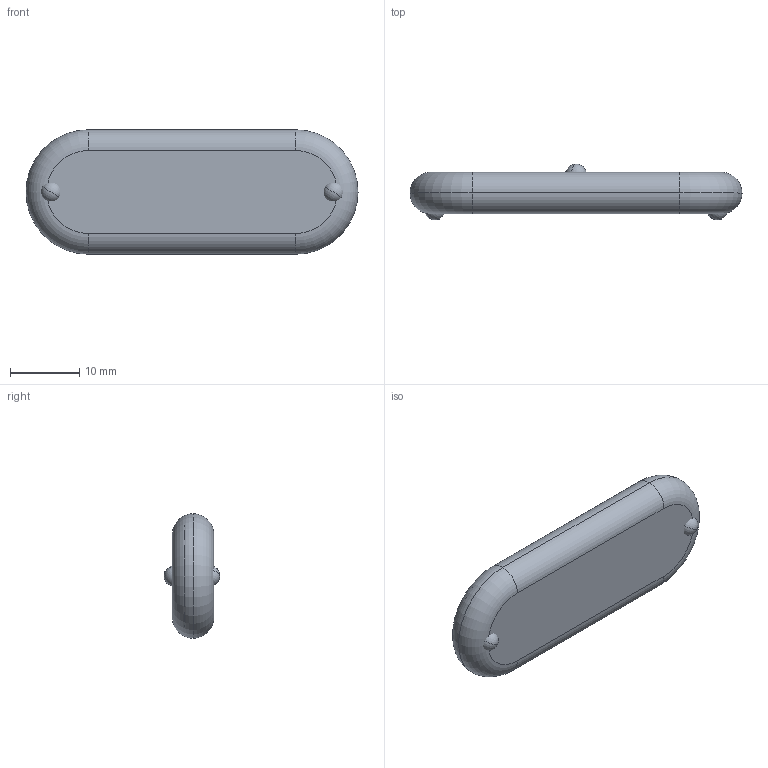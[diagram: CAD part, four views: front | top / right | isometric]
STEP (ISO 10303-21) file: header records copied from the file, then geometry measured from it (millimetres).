
FILE_DESCRIPTION (( 'STEP AP203' ), '1' );
FILE_NAME ('B10N1C_v2.0(step203).STEP', '2014-09-29T05:00:23', ( '' ), ( '' ), 'SwSTEP 2.0', 'SolidWorks 2014', '' );
FILE_SCHEMA (( 'CONFIG_CONTROL_DESIGN' ));
Length unit declared in the file: millimetre
Products named in the file (33): main; fullriver_301218HS20C; RFID_COil_v2; d0402h025; User Library-SOT-23; User Library-Crystal TXC Corp 7M series; BarBell_shaft_short; B10N1C_v2.0(step203); User Library-CSTCE; LED SMD0603 _ G; LED SMD0603; 0402-SMD CAPACITOR_0402; cap_0603_lowprofile___ _________; BarBell_ball3mm; RC522; ECX-71 (ECX-71); tssop14-2___ _________; Charging_COil; res0603-1___ _________; LED SMD0603 _ B; BarBell_shaft; MSOP-8-1___ _________; SPU0410HR5H-PB; Shell_2.0; MO-178C_SOT-5 (MO-178-AA); Chip Antenna 2450AT18A100E___ _________; MTU21D; BLE113; LED SMD0603 _ R; my_vib_mot; bq51013; EMF_antena; MMA8451Q
Assembly tree (84 placements, depth 2):
  B10N1C_v2.0(step203)
    main
    fullriver_301218HS20C
    LED SMD0603  x8
    LED SMD0603 _ B
    LED SMD0603 _ R
    LED SMD0603 _ G
    User Library-SOT-23  x2
    tssop14-2___ _________
    MSOP-8-1___ _________  x2
    res0603-1___ _________  x7
    cap_0603_lowprofile___ _________  x21
    RC522  x3
    SPU0410HR5H-PB
    Charging_COil
    bq51013
    MO-178C_SOT-5 (MO-178-AA)  x2
    MMA8451Q
    MTU21D
    EMF_antena
    BLE113
    my_vib_mot
    User Library-Crystal TXC Corp 7M series
    ECX-71 (ECX-71)
    User Library-CSTCE
    Chip Antenna 2450AT18A100E___ _________
    d0402h025  x5
    0402-SMD CAPACITOR_0402  x8
    BarBell_shaft  x2
    BarBell_ball3mm  x3
    BarBell_shaft_short
    Shell_2.0
    RFID_COil_v2
Bounding box: 48 x 8.08 x 18 mm (x, y, z)
Volume: 6111.6 mm3; surface area: 7843.4 mm2
Topology: 151 solids, 151 shells, 3455 faces, 8324 edges, 4988 vertices
Faces by surface type: plane 2048, cylinder 1017, sphere 250, torus 134, bspline 4, cone 2
Entity records: 44462 total; most frequent: CARTESIAN_POINT 7102, DIRECTION 7031, ORIENTED_EDGE 6504, EDGE_CURVE 3252, AXIS2_PLACEMENT_3D 2352, VECTOR 2327, LINE 2327, VERTEX_POINT 2035
